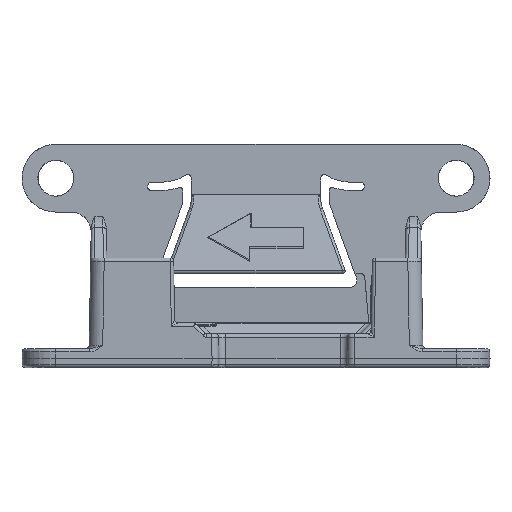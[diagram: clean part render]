
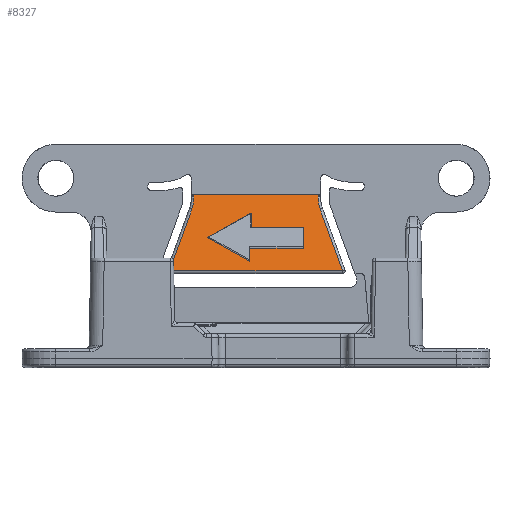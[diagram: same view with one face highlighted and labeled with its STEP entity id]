
A CAD part, front view. The second image highlights one B-rep face of the part: STEP entity #8327.
In plain terms, the highlighted planar face has unit normal (0, -0.966, 0.259).
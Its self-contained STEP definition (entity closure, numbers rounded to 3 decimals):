
#102 = DIRECTION ( 'NONE',  ( -0.332, -0.244, -0.911 ) ) ;
#117 = VECTOR ( 'NONE', #1224, 1000. ) ;
#199 = VERTEX_POINT ( 'NONE', #5500 ) ;
#663 = CARTESIAN_POINT ( 'NONE',  ( -0.469, 15.696, 7.868 ) ) ;
#890 = VECTOR ( 'NONE', #17069, 1000. ) ;
#910 = CARTESIAN_POINT ( 'NONE',  ( -2.094, 16.389, 10.454 ) ) ;
#1138 = LINE ( 'NONE', #11282, #6098 ) ;
#1224 = DIRECTION ( 'NONE',  ( 1., 0., 0. ) ) ;
#1556 = ORIENTED_EDGE ( 'NONE', *, *, #12734, .T. ) ;
#1598 = LINE ( 'NONE', #15010, #5974 ) ;
#1835 = CARTESIAN_POINT ( 'NONE',  ( 0., 17.016, 12.793 ) ) ;
#2064 = LINE ( 'NONE', #4012, #890 ) ;
#2188 = CARTESIAN_POINT ( 'NONE',  ( 0., 15.45, 6.95 ) ) ;
#2617 = EDGE_LOOP ( 'NONE', ( #12956, #9564, #7235, #19222, #18636, #21837, #21031, #1556 ) ) ;
#2622 = VERTEX_POINT ( 'NONE', #663 ) ;
#2732 = EDGE_CURVE ( 'NONE', #17495, #12697, #12437, .T. ) ;
#2943 = VERTEX_POINT ( 'NONE', #11005 ) ;
#3042 = ORIENTED_EDGE ( 'NONE', *, *, #6637, .T. ) ;
#3271 = CARTESIAN_POINT ( 'NONE',  ( -6.399, 15.504, 7.15 ) ) ;
#4012 = CARTESIAN_POINT ( 'NONE',  ( 0., 15.504, 7.15 ) ) ;
#4043 = PLANE ( 'NONE',  #22454 ) ;
#4423 = ORIENTED_EDGE ( 'NONE', *, *, #18592, .F. ) ;
#4514 = ORIENTED_EDGE ( 'NONE', *, *, #2732, .T. ) ;
#4564 = CARTESIAN_POINT ( 'NONE',  ( -4.733, 16.731, 11.729 ) ) ;
#4610 = VERTEX_POINT ( 'NONE', #8575 ) ;
#5172 = CARTESIAN_POINT ( 'NONE',  ( 4.748, 16.719, 11.687 ) ) ;
#5378 =( BOUNDED_CURVE ( )  B_SPLINE_CURVE ( 3, ( #18386, #20239, #9082, #22104 ),
 .UNSPECIFIED., .F., .F. ) 
 B_SPLINE_CURVE_WITH_KNOTS ( ( 4, 4 ),
 ( 4.363, 4.854 ),
 .UNSPECIFIED. ) 
 CURVE ( )  GEOMETRIC_REPRESENTATION_ITEM ( )  RATIONAL_B_SPLINE_CURVE ( ( 1., 0.98, 0.98, 1. ) ) 
 REPRESENTATION_ITEM ( '' )  );
#5500 = CARTESIAN_POINT ( 'NONE',  ( 3.5, 16.369, 10.379 ) ) ;
#5835 = CARTESIAN_POINT ( 'NONE',  ( -3.5, 16.149, 9.558 ) ) ;
#5932 = DIRECTION ( 'NONE',  ( 0., -0.259, -0.966 ) ) ;
#5974 = VECTOR ( 'NONE', #20426, 1000. ) ;
#5986 = ORIENTED_EDGE ( 'NONE', *, *, #17119, .F. ) ;
#6098 = VECTOR ( 'NONE', #102, 1000. ) ;
#6637 = EDGE_CURVE ( 'NONE', #22458, #199, #13207, .T. ) ;
#6769 = VECTOR ( 'NONE', #20930, 1000. ) ;
#6882 = VECTOR ( 'NONE', #10815, 1000. ) ;
#7077 = CARTESIAN_POINT ( 'NONE',  ( 3.5, 15.955, 8.834 ) ) ;
#7235 = ORIENTED_EDGE ( 'NONE', *, *, #8719, .T. ) ;
#7255 = EDGE_CURVE ( 'NONE', #13183, #23952, #16965, .T. ) ;
#7277 = CARTESIAN_POINT ( 'NONE',  ( 0., 15.504, 7.15 ) ) ;
#7442 = DIRECTION ( 'NONE',  ( 1., 0., 0. ) ) ;
#7612 = DIRECTION ( 'NONE',  ( 0., 0.259, 0.966 ) ) ;
#7929 = EDGE_LOOP ( 'NONE', ( #3042, #4423, #23300, #20590, #5986, #4514, #11638 ) ) ;
#8211 = VECTOR ( 'NONE', #18084, 1000. ) ;
#8327 = ADVANCED_FACE ( 'NONE', ( #18641, #17502 ), #4043, .T. ) ;
#8462 = VERTEX_POINT ( 'NONE', #19349 ) ;
#8575 = CARTESIAN_POINT ( 'NONE',  ( 6.399, 15.504, 7.15 ) ) ;
#8604 = CARTESIAN_POINT ( 'NONE',  ( -0.469, 15.955, 8.834 ) ) ;
#8719 = EDGE_CURVE ( 'NONE', #2943, #12283, #1138, .T. ) ;
#8994 = VERTEX_POINT ( 'NONE', #7077 ) ;
#9082 = CARTESIAN_POINT ( 'NONE',  ( 4.571, 16.919, 12.433 ) ) ;
#9126 = CARTESIAN_POINT ( 'NONE',  ( -3.6, 16.164, 9.614 ) ) ;
#9265 = VECTOR ( 'NONE', #11384, 1000. ) ;
#9564 = ORIENTED_EDGE ( 'NONE', *, *, #20592, .T. ) ;
#9685 = CARTESIAN_POINT ( 'NONE',  ( -0.469, 15.955, 8.834 ) ) ;
#9854 = CARTESIAN_POINT ( 'NONE',  ( -6.393, 15.504, 7.15 ) ) ;
#10021 = LINE ( 'NONE', #8604, #117 ) ;
#10281 = CARTESIAN_POINT ( 'NONE',  ( -0.369, 16.369, 10.379 ) ) ;
#10511 = CARTESIAN_POINT ( 'NONE',  ( 0., 16.369, 10.379 ) ) ;
#10815 = DIRECTION ( 'NONE',  ( -0.332, 0.244, 0.911 ) ) ;
#11005 = CARTESIAN_POINT ( 'NONE',  ( -4.733, 16.731, 11.729 ) ) ;
#11138 = DIRECTION ( 'NONE',  ( 1., 0., 0. ) ) ;
#11282 = CARTESIAN_POINT ( 'NONE',  ( -6.421, 15.488, 7.091 ) ) ;
#11384 = DIRECTION ( 'NONE',  ( 0.866, -0.129, -0.483 ) ) ;
#11480 = DIRECTION ( 'NONE',  ( 0., -0.966, 0.259 ) ) ;
#11638 = ORIENTED_EDGE ( 'NONE', *, *, #22628, .T. ) ;
#11843 = VECTOR ( 'NONE', #15842, 1000. ) ;
#11870 = LINE ( 'NONE', #5172, #6882 ) ;
#12283 = VERTEX_POINT ( 'NONE', #3271 ) ;
#12437 = LINE ( 'NONE', #910, #11843 ) ;
#12697 = VERTEX_POINT ( 'NONE', #12706 ) ;
#12706 = CARTESIAN_POINT ( 'NONE',  ( -0.369, 16.647, 11.416 ) ) ;
#12734 = EDGE_CURVE ( 'NONE', #21586, #23952, #5378, .T. ) ;
#12765 = EDGE_CURVE ( 'NONE', #24047, #8462, #12948, .T. ) ;
#12948 = LINE ( 'NONE', #7277, #22220 ) ;
#12956 = ORIENTED_EDGE ( 'NONE', *, *, #7255, .F. ) ;
#13183 = VERTEX_POINT ( 'NONE', #22308 ) ;
#13207 = LINE ( 'NONE', #10511, #8211 ) ;
#13334 = VECTOR ( 'NONE', #7612, 1000. ) ;
#13346 = EDGE_CURVE ( 'NONE', #8462, #4610, #22784, .T. ) ;
#13704 = VERTEX_POINT ( 'NONE', #9685 ) ;
#14821 = EDGE_CURVE ( 'NONE', #12283, #24047, #2064, .T. ) ;
#15010 = CARTESIAN_POINT ( 'NONE',  ( -0.369, 15.45, 6.95 ) ) ;
#15634 = DIRECTION ( 'NONE',  ( 0., 0.259, 0.966 ) ) ;
#15728 = CARTESIAN_POINT ( 'NONE',  ( -4.608, 16.822, 12.071 ) ) ;
#15842 = DIRECTION ( 'NONE',  ( 0.866, 0.129, 0.483 ) ) ;
#15971 = LINE ( 'NONE', #21064, #20291 ) ;
#16965 = LINE ( 'NONE', #1835, #21283 ) ;
#16984 = CARTESIAN_POINT ( 'NONE',  ( 4.622, 17.016, 12.793 ) ) ;
#17069 = DIRECTION ( 'NONE',  ( 1., 0., 0. ) ) ;
#17119 = EDGE_CURVE ( 'NONE', #17495, #2622, #19782, .T. ) ;
#17495 = VERTEX_POINT ( 'NONE', #9126 ) ;
#17502 = FACE_BOUND ( 'NONE', #7929, .T. ) ;
#17691 = LINE ( 'NONE', #18787, #13334 ) ;
#18084 = DIRECTION ( 'NONE',  ( 1., 0., 0. ) ) ;
#18172 = EDGE_CURVE ( 'NONE', #2622, #13704, #15971, .T. ) ;
#18384 = EDGE_CURVE ( 'NONE', #4610, #21586, #11870, .T. ) ;
#18386 = CARTESIAN_POINT ( 'NONE',  ( 4.733, 16.731, 11.729 ) ) ;
#18592 = EDGE_CURVE ( 'NONE', #8994, #199, #17691, .T. ) ;
#18636 = ORIENTED_EDGE ( 'NONE', *, *, #12765, .T. ) ;
#18641 = FACE_OUTER_BOUND ( 'NONE', #2617, .T. ) ;
#18787 = CARTESIAN_POINT ( 'NONE',  ( 3.5, 15.955, 8.834 ) ) ;
#19069 = CARTESIAN_POINT ( 'NONE',  ( 0., 15.504, 7.15 ) ) ;
#19222 = ORIENTED_EDGE ( 'NONE', *, *, #14821, .T. ) ;
#19349 = CARTESIAN_POINT ( 'NONE',  ( 6.393, 15.504, 7.15 ) ) ;
#19363 = CARTESIAN_POINT ( 'NONE',  ( -4.571, 16.919, 12.433 ) ) ;
#19782 = LINE ( 'NONE', #5835, #9265 ) ;
#20239 = CARTESIAN_POINT ( 'NONE',  ( 4.608, 16.822, 12.071 ) ) ;
#20291 = VECTOR ( 'NONE', #15634, 1000. ) ;
#20426 = DIRECTION ( 'NONE',  ( 0., -0.259, -0.966 ) ) ;
#20590 = ORIENTED_EDGE ( 'NONE', *, *, #18172, .F. ) ;
#20592 = EDGE_CURVE ( 'NONE', #13183, #2943, #23877, .T. ) ;
#20930 = DIRECTION ( 'NONE',  ( 1., 0., 0. ) ) ;
#21031 = ORIENTED_EDGE ( 'NONE', *, *, #18384, .T. ) ;
#21064 = CARTESIAN_POINT ( 'NONE',  ( -0.469, 15.696, 7.868 ) ) ;
#21283 = VECTOR ( 'NONE', #11138, 1000. ) ;
#21586 = VERTEX_POINT ( 'NONE', #21890 ) ;
#21837 = ORIENTED_EDGE ( 'NONE', *, *, #13346, .T. ) ;
#21890 = CARTESIAN_POINT ( 'NONE',  ( 4.733, 16.731, 11.729 ) ) ;
#22104 = CARTESIAN_POINT ( 'NONE',  ( 4.622, 17.016, 12.793 ) ) ;
#22220 = VECTOR ( 'NONE', #7442, 1000. ) ;
#22308 = CARTESIAN_POINT ( 'NONE',  ( -4.622, 17.016, 12.793 ) ) ;
#22454 = AXIS2_PLACEMENT_3D ( 'NONE', #2188, #11480, #5932 ) ;
#22458 = VERTEX_POINT ( 'NONE', #10281 ) ;
#22628 = EDGE_CURVE ( 'NONE', #12697, #22458, #1598, .T. ) ;
#22784 = LINE ( 'NONE', #19069, #6769 ) ;
#22955 = EDGE_CURVE ( 'NONE', #13704, #8994, #10021, .T. ) ;
#23084 = CARTESIAN_POINT ( 'NONE',  ( -4.622, 17.016, 12.793 ) ) ;
#23300 = ORIENTED_EDGE ( 'NONE', *, *, #22955, .F. ) ;
#23877 =( BOUNDED_CURVE ( )  B_SPLINE_CURVE ( 3, ( #23084, #19363, #15728, #4564 ),
 .UNSPECIFIED., .F., .F. ) 
 B_SPLINE_CURVE_WITH_KNOTS ( ( 4, 4 ),
 ( 1.429, 1.92 ),
 .UNSPECIFIED. ) 
 CURVE ( )  GEOMETRIC_REPRESENTATION_ITEM ( )  RATIONAL_B_SPLINE_CURVE ( ( 1., 0.98, 0.98, 1. ) ) 
 REPRESENTATION_ITEM ( '' )  );
#23952 = VERTEX_POINT ( 'NONE', #16984 ) ;
#24047 = VERTEX_POINT ( 'NONE', #9854 ) ;
